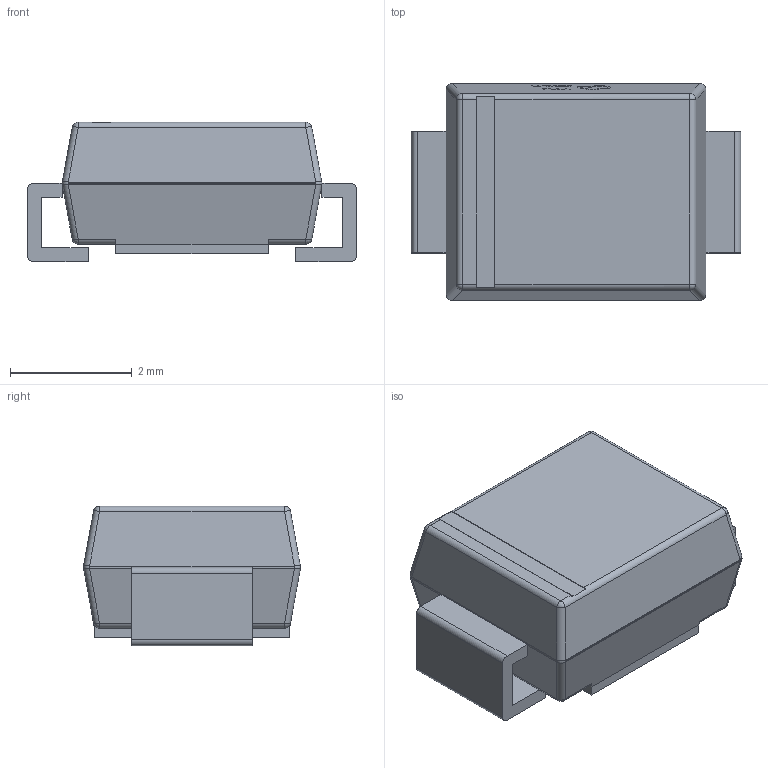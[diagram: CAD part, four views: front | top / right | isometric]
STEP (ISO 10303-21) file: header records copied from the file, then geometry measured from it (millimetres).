
FILE_DESCRIPTION (( 'STEP AP214' ), '1' );
FILE_NAME ('DO-214AC_L4.3-W3.6-LS5.3-H2.3-RD.step', '2022-07-04T10:22:47', ( '' ), ( '' ), 'SwSTEP 2.0', 'SolidWorks 2020', '' );
FILE_SCHEMA (( 'AUTOMOTIVE_DESIGN' ));
Length unit declared in the file: millimetre
Products named in the file (1): DO-214AC_L4.3-W3.6-LS5.3-H2.3-RD
Bounding box: 5.4 x 3.56 x 2.29 mm (x, y, z)
Volume: 31 mm3; surface area: 79.1 mm2
Topology: 3 solids, 3 shells, 304 faces, 801 edges, 518 vertices
Faces by surface type: plane 166, bspline 98, cylinder 28, sphere 12
Entity records: 13169 total; most frequent: CARTESIAN_POINT 2926, ORIENTED_EDGE 1594, DIRECTION 1071, EDGE_CURVE 797, LINE 537, VECTOR 537, VERTEX_POINT 518, EDGE_LOOP 323
